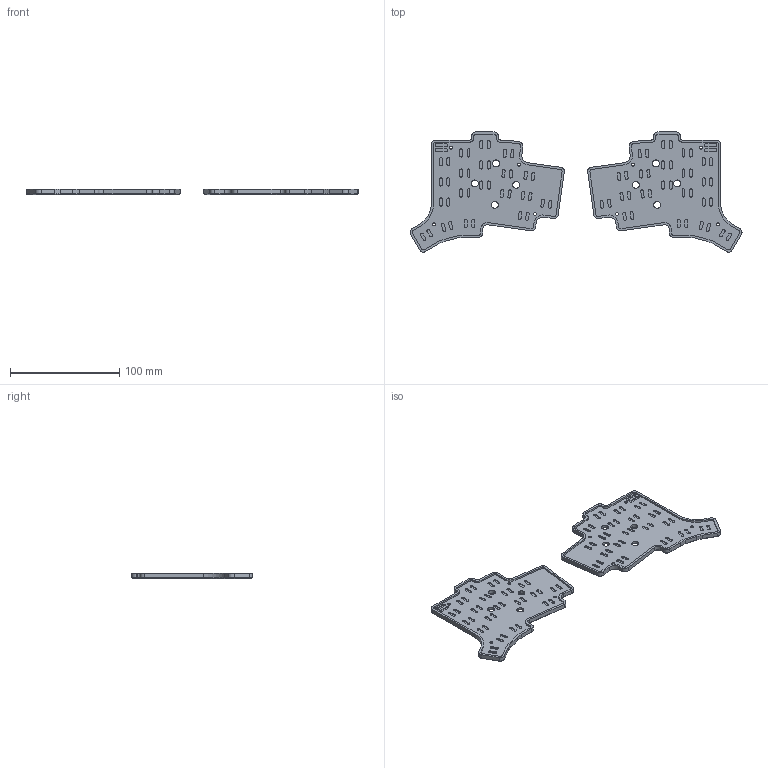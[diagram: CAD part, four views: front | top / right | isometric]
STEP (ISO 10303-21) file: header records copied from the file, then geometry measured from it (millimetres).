
FILE_DESCRIPTION(/* description */ (''),/* implementation_level */ '2;1');
FILE_NAME(/* name */ 'MUSUBI_V2_CASE_SOLID.step',/* time_stamp */ '2023-01-17T19:16:38-05:00',/* author */ (''),/* organization */ (''),/* preprocessor_version */ 'ST-DEVELOPER v19.2',/* originating_system */ 'Autodesk Translation Framework v11.17.0.187',/* authorisation */ '');
FILE_SCHEMA (('AUTOMOTIVE_DESIGN { 1 0 10303 214 3 1 1 }'));
Length unit declared in the file: millimetre
Products named in the file (1): (Unsaved)
Bounding box: 304.49 x 110.31 x 4.6 mm (x, y, z)
Volume: 55804.5 mm3; surface area: 45701.7 mm2
Topology: 2 solids, 2 shells, 704 faces, 1776 edges, 1160 vertices
Faces by surface type: plane 412, cylinder 256, cone 36
Full cylindrical faces by diameter (mm): 2.6 x8, 6.4 x8
Entity records: 21224 total; most frequent: DIRECTION 3750, CARTESIAN_POINT 3641, ORIENTED_EDGE 3552, EDGE_CURVE 1776, AXIS2_PLACEMENT_3D 1269, LINE 1212, VECTOR 1212, VERTEX_POINT 1160
